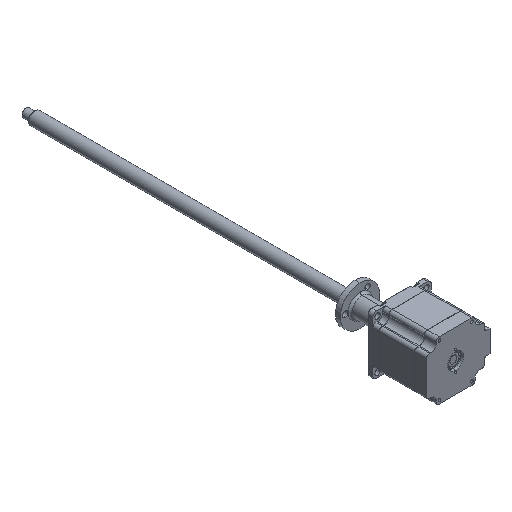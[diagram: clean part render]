
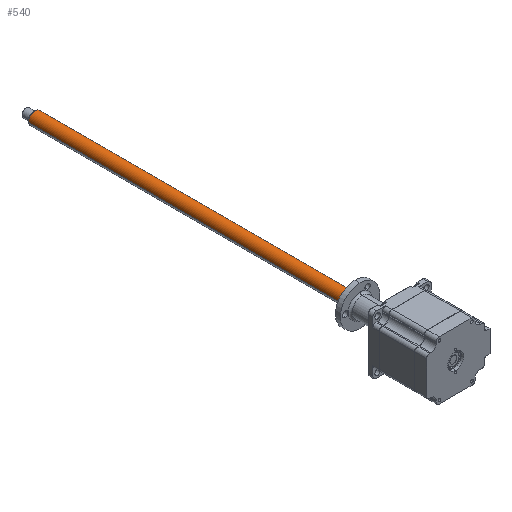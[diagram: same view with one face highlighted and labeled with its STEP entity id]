
A CAD part, isometric view. The second image highlights one B-rep face of the part: STEP entity #540.
In plain terms, the highlighted cylindrical face has radius 6 mm (diameter 12 mm), a partial arc.
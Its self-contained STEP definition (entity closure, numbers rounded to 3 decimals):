
#151 = ORIENTED_EDGE ( 'NONE', *, *, #5219, .T. ) ;
#293 = CARTESIAN_POINT ( 'NONE',  ( -11.33, 359.999, 34.02 ) ) ;
#540 = ADVANCED_FACE ( 'NONE', ( #3254 ), #9439, .T. ) ;
#1502 = EDGE_CURVE ( 'NONE', #4542, #5343, #9881, .T. ) ;
#2628 = DIRECTION ( 'NONE',  ( 0., -1., 0. ) ) ;
#2742 = CARTESIAN_POINT ( 'NONE',  ( -23.255, 9.999, 32.68 ) ) ;
#2982 = DIRECTION ( 'NONE',  ( 0., -1., 0. ) ) ;
#3254 = FACE_OUTER_BOUND ( 'NONE', #5201, .T. ) ;
#3522 = CIRCLE ( 'NONE', #10767, 6. ) ;
#3965 = CARTESIAN_POINT ( 'NONE',  ( -17.293, 9.999, 33.35 ) ) ;
#4192 = CIRCLE ( 'NONE', #6681, 6. ) ;
#4252 = LINE ( 'NONE', #4528, #11196 ) ;
#4528 = CARTESIAN_POINT ( 'NONE',  ( -23.255, 359.999, 32.68 ) ) ;
#4542 = VERTEX_POINT ( 'NONE', #6061 ) ;
#4743 = ORIENTED_EDGE ( 'NONE', *, *, #5824, .T. ) ;
#4869 = CARTESIAN_POINT ( 'NONE',  ( -23.255, 358.999, 32.68 ) ) ;
#4904 = DIRECTION ( 'NONE',  ( -0.994, 0., -0.112 ) ) ;
#5189 = CARTESIAN_POINT ( 'NONE',  ( -17.293, 358.999, 33.35 ) ) ;
#5201 = EDGE_LOOP ( 'NONE', ( #9595, #151, #4743, #7838 ) ) ;
#5219 = EDGE_CURVE ( 'NONE', #4542, #10724, #3522, .T. ) ;
#5343 = VERTEX_POINT ( 'NONE', #7277 ) ;
#5824 = EDGE_CURVE ( 'NONE', #10724, #5885, #4252, .T. ) ;
#5885 = VERTEX_POINT ( 'NONE', #2742 ) ;
#6061 = CARTESIAN_POINT ( 'NONE',  ( -11.33, 358.999, 34.02 ) ) ;
#6108 = DIRECTION ( 'NONE',  ( 0.994, 0., 0.112 ) ) ;
#6681 = AXIS2_PLACEMENT_3D ( 'NONE', #3965, #10359, #4904 ) ;
#6949 = AXIS2_PLACEMENT_3D ( 'NONE', #8497, #7502, #8340 ) ;
#7277 = CARTESIAN_POINT ( 'NONE',  ( -11.33, 9.999, 34.02 ) ) ;
#7441 = VECTOR ( 'NONE', #2982, 1000. ) ;
#7502 = DIRECTION ( 'NONE',  ( 0., -1., 0. ) ) ;
#7838 = ORIENTED_EDGE ( 'NONE', *, *, #8049, .F. ) ;
#8049 = EDGE_CURVE ( 'NONE', #5343, #5885, #4192, .T. ) ;
#8340 = DIRECTION ( 'NONE',  ( -0.994, 0., -0.112 ) ) ;
#8497 = CARTESIAN_POINT ( 'NONE',  ( -17.293, 359.999, 33.35 ) ) ;
#9439 = CYLINDRICAL_SURFACE ( 'NONE', #6949, 6. ) ;
#9595 = ORIENTED_EDGE ( 'NONE', *, *, #1502, .F. ) ;
#9881 = LINE ( 'NONE', #293, #7441 ) ;
#10359 = DIRECTION ( 'NONE',  ( 0., -1., 0. ) ) ;
#10724 = VERTEX_POINT ( 'NONE', #4869 ) ;
#10767 = AXIS2_PLACEMENT_3D ( 'NONE', #5189, #11505, #6108 ) ;
#11196 = VECTOR ( 'NONE', #2628, 1000. ) ;
#11505 = DIRECTION ( 'NONE',  ( 0., -1., 0. ) ) ;
